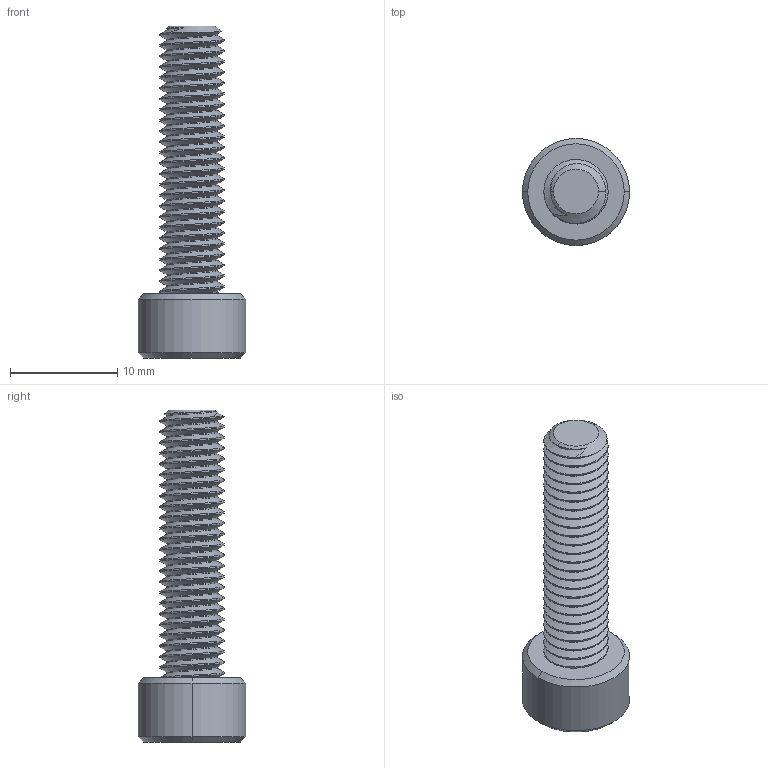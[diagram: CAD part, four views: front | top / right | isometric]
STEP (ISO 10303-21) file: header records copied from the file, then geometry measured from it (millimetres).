
FILE_DESCRIPTION (( 'STEP AP203' ), '1' );
FILE_NAME ('M6 x 1mm Thread 25mm LONG SOCKET HEAD CAP SCREW.STEP', '2017-05-03T01:15:51', ( '' ), ( '' ), 'SwSTEP 2.0', 'SolidWorks 2014', '' );
FILE_SCHEMA (( 'CONFIG_CONTROL_DESIGN' ));
Length unit declared in the file: millimetre
Products named in the file (1): M6 x 1mm Thread 25mm LONG SOCKET HEAD CAP SCREW
Bounding box: 10 x 10 x 31 mm (x, y, z)
Volume: 945.8 mm3; surface area: 1114.8 mm2
Topology: 1 solids, 1 shells, 128 faces, 356 edges, 232 vertices
Faces by surface type: cylinder 103, cone 13, plane 10, bspline 2
Entity records: 6549 total; most frequent: CARTESIAN_POINT 3816, ORIENTED_EDGE 712, DIRECTION 416, EDGE_CURVE 356, VERTEX_POINT 232, AXIS2_PLACEMENT_3D 148, EDGE_LOOP 130, ADVANCED_FACE 128
